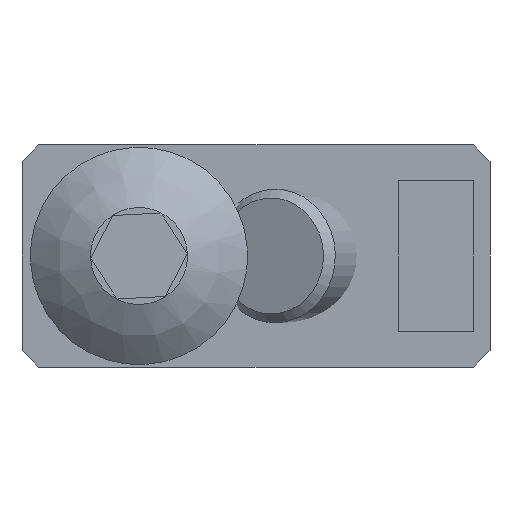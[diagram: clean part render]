
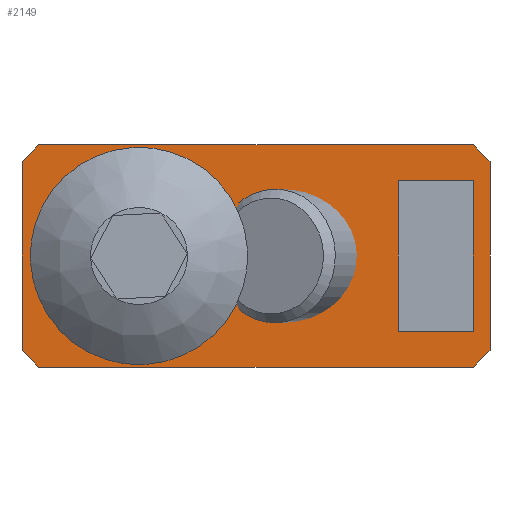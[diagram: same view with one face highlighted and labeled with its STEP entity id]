
A CAD part, front view. The second image highlights one B-rep face of the part: STEP entity #2149.
In plain terms, the highlighted planar face has unit normal (0, -1, 0).
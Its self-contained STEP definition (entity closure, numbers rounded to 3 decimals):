
#60=FACE_BOUND('',#262,.T.);
#61=FACE_BOUND('',#263,.T.);
#62=FACE_BOUND('',#264,.T.);
#75=PLANE('',#2306);
#134=FACE_OUTER_BOUND('',#261,.T.);
#261=EDGE_LOOP('',(#1515,#1516,#1517,#1518,#1519,#1520,#1521,#1522));
#262=EDGE_LOOP('',(#1523,#1524,#1525,#1526));
#263=EDGE_LOOP('',(#1527,#1528,#1529,#1530,#1531,#1532,#1533,#1534,#1535,
#1536,#1537,#1538));
#264=EDGE_LOOP('',(#1539));
#384=CIRCLE('',#2290,4.25);
#385=CIRCLE('',#2293,4.25);
#388=CIRCLE('',#2297,4.25);
#389=CIRCLE('',#2307,4.25);
#532=LINE('',#3318,#737);
#538=LINE('',#3331,#743);
#542=LINE('',#3340,#747);
#551=LINE('',#3358,#756);
#553=LINE('',#3361,#758);
#554=LINE('',#3362,#759);
#555=LINE('',#3363,#760);
#556=LINE('',#3364,#761);
#557=LINE('',#3367,#762);
#558=LINE('',#3369,#763);
#559=LINE('',#3371,#764);
#560=LINE('',#3372,#765);
#561=LINE('',#3374,#766);
#562=LINE('',#3375,#767);
#563=LINE('',#3377,#768);
#564=LINE('',#3379,#769);
#565=LINE('',#3383,#770);
#566=LINE('',#3384,#771);
#567=LINE('',#3386,#772);
#568=LINE('',#3387,#773);
#737=VECTOR('',#2599,1000.);
#743=VECTOR('',#2607,1000.);
#747=VECTOR('',#2613,1000.);
#756=VECTOR('',#2624,1000.);
#758=VECTOR('',#2628,1000.);
#759=VECTOR('',#2629,1000.);
#760=VECTOR('',#2630,1000.);
#761=VECTOR('',#2631,1000.);
#762=VECTOR('',#2632,1000.);
#763=VECTOR('',#2633,1000.);
#764=VECTOR('',#2634,1000.);
#765=VECTOR('',#2635,1000.);
#766=VECTOR('',#2636,1000.);
#767=VECTOR('',#2637,1000.);
#768=VECTOR('',#2638,1000.);
#769=VECTOR('',#2639,1000.);
#770=VECTOR('',#2642,1000.);
#771=VECTOR('',#2643,1000.);
#772=VECTOR('',#2644,1000.);
#773=VECTOR('',#2645,1000.);
#913=ELLIPSE('',#2287,3.774,3.4);
#915=VERTEX_POINT('',#3239);
#917=VERTEX_POINT('',#3245);
#918=VERTEX_POINT('',#3246);
#921=VERTEX_POINT('',#3254);
#922=VERTEX_POINT('',#3255);
#927=VERTEX_POINT('',#3266);
#928=VERTEX_POINT('',#3268);
#947=VERTEX_POINT('',#3315);
#948=VERTEX_POINT('',#3317);
#953=VERTEX_POINT('',#3329);
#954=VERTEX_POINT('',#3330);
#957=VERTEX_POINT('',#3338);
#958=VERTEX_POINT('',#3339);
#965=VERTEX_POINT('',#3355);
#966=VERTEX_POINT('',#3357);
#967=VERTEX_POINT('',#3365);
#968=VERTEX_POINT('',#3366);
#969=VERTEX_POINT('',#3368);
#970=VERTEX_POINT('',#3370);
#971=VERTEX_POINT('',#3373);
#972=VERTEX_POINT('',#3376);
#973=VERTEX_POINT('',#3378);
#974=VERTEX_POINT('',#3380);
#975=VERTEX_POINT('',#3382);
#976=VERTEX_POINT('',#3385);
#1124=EDGE_CURVE('',#915,#915,#913,.T.);
#1127=EDGE_CURVE('',#917,#918,#384,.T.);
#1131=EDGE_CURVE('',#921,#922,#385,.T.);
#1137=EDGE_CURVE('',#928,#927,#388,.T.);
#1161=EDGE_CURVE('',#947,#948,#532,.T.);
#1167=EDGE_CURVE('',#953,#954,#538,.T.);
#1171=EDGE_CURVE('',#957,#958,#542,.T.);
#1180=EDGE_CURVE('',#965,#966,#551,.T.);
#1182=EDGE_CURVE('',#965,#958,#553,.T.);
#1183=EDGE_CURVE('',#957,#954,#554,.T.);
#1184=EDGE_CURVE('',#953,#948,#555,.T.);
#1185=EDGE_CURVE('',#947,#966,#556,.T.);
#1186=EDGE_CURVE('',#967,#968,#557,.T.);
#1187=EDGE_CURVE('',#969,#967,#558,.T.);
#1188=EDGE_CURVE('',#970,#969,#559,.T.);
#1189=EDGE_CURVE('',#968,#970,#560,.T.);
#1190=EDGE_CURVE('',#971,#918,#561,.T.);
#1191=EDGE_CURVE('',#921,#971,#562,.T.);
#1192=EDGE_CURVE('',#972,#922,#563,.T.);
#1193=EDGE_CURVE('',#973,#972,#564,.T.);
#1194=EDGE_CURVE('',#973,#974,#389,.T.);
#1195=EDGE_CURVE('',#975,#974,#565,.T.);
#1196=EDGE_CURVE('',#928,#975,#566,.T.);
#1197=EDGE_CURVE('',#976,#927,#567,.T.);
#1198=EDGE_CURVE('',#917,#976,#568,.T.);
#1515=ORIENTED_EDGE('',*,*,#1180,.F.);
#1516=ORIENTED_EDGE('',*,*,#1182,.T.);
#1517=ORIENTED_EDGE('',*,*,#1171,.F.);
#1518=ORIENTED_EDGE('',*,*,#1183,.T.);
#1519=ORIENTED_EDGE('',*,*,#1167,.F.);
#1520=ORIENTED_EDGE('',*,*,#1184,.T.);
#1521=ORIENTED_EDGE('',*,*,#1161,.F.);
#1522=ORIENTED_EDGE('',*,*,#1185,.T.);
#1523=ORIENTED_EDGE('',*,*,#1186,.F.);
#1524=ORIENTED_EDGE('',*,*,#1187,.F.);
#1525=ORIENTED_EDGE('',*,*,#1188,.F.);
#1526=ORIENTED_EDGE('',*,*,#1189,.F.);
#1527=ORIENTED_EDGE('',*,*,#1190,.F.);
#1528=ORIENTED_EDGE('',*,*,#1191,.F.);
#1529=ORIENTED_EDGE('',*,*,#1131,.T.);
#1530=ORIENTED_EDGE('',*,*,#1192,.F.);
#1531=ORIENTED_EDGE('',*,*,#1193,.F.);
#1532=ORIENTED_EDGE('',*,*,#1194,.T.);
#1533=ORIENTED_EDGE('',*,*,#1195,.F.);
#1534=ORIENTED_EDGE('',*,*,#1196,.F.);
#1535=ORIENTED_EDGE('',*,*,#1137,.T.);
#1536=ORIENTED_EDGE('',*,*,#1197,.F.);
#1537=ORIENTED_EDGE('',*,*,#1198,.F.);
#1538=ORIENTED_EDGE('',*,*,#1127,.T.);
#1539=ORIENTED_EDGE('',*,*,#1124,.F.);
#2149=ADVANCED_FACE('',(#134,#60,#61,#62),#75,.F.);
#2287=AXIS2_PLACEMENT_3D('',#3240,#2538,#2539);
#2290=AXIS2_PLACEMENT_3D('',#3247,#2545,#2546);
#2293=AXIS2_PLACEMENT_3D('',#3256,#2553,#2554);
#2297=AXIS2_PLACEMENT_3D('',#3269,#2564,#2565);
#2306=AXIS2_PLACEMENT_3D('',#3360,#2626,#2627);
#2307=AXIS2_PLACEMENT_3D('',#3381,#2640,#2641);
#2538=DIRECTION('center_axis',(0.,-1.,0.));
#2539=DIRECTION('ref_axis',(-1.,0.,0.));
#2545=DIRECTION('center_axis',(0.,1.,0.));
#2546=DIRECTION('ref_axis',(0.,0.,
-1.));
#2553=DIRECTION('center_axis',(0.,1.,0.));
#2554=DIRECTION('ref_axis',(0.,0.,
-1.));
#2564=DIRECTION('center_axis',(0.,1.,0.));
#2565=DIRECTION('ref_axis',(0.,0.,
-1.));
#2599=DIRECTION('',(0.,0.,-1.));
#2607=DIRECTION('',(-1.,0.,0.));
#2613=DIRECTION('',(0.,0.,1.));
#2624=DIRECTION('',(1.,0.,0.));
#2626=DIRECTION('center_axis',(0.,1.,0.));
#2627=DIRECTION('ref_axis',(0.,0.,
-1.));
#2628=DIRECTION('',(-0.707,0.,-0.707));
#2629=DIRECTION('',(0.707,0.,-0.707));
#2630=DIRECTION('',(0.707,0.,0.707));
#2631=DIRECTION('',(-0.707,0.,0.707));
#2632=DIRECTION('',(-1.,0.,0.));
#2633=DIRECTION('',(0.,0.,1.));
#2634=DIRECTION('',(1.,0.,0.));
#2635=DIRECTION('',(0.,0.,-1.));
#2636=DIRECTION('',(1.,0.,0.));
#2637=DIRECTION('',(0.,0.,-1.));
#2638=DIRECTION('',(0.,0.,-1.));
#2639=DIRECTION('',(-1.,0.,0.));
#2640=DIRECTION('center_axis',(0.,1.,0.));
#2641=DIRECTION('ref_axis',(0.,0.,
-1.));
#2642=DIRECTION('',(-1.,0.,0.));
#2643=DIRECTION('',(0.,0.,1.));
#2644=DIRECTION('',(0.,0.,1.));
#2645=DIRECTION('',(1.,0.,0.));
#3239=CARTESIAN_POINT('',(-16.181,0.,0.));
#3240=CARTESIAN_POINT('Origin',(-12.407,0.,
0.));
#3245=CARTESIAN_POINT('',(-19.564,0.,-4.));
#3246=CARTESIAN_POINT('',(-22.436,0.,-4.));
#3247=CARTESIAN_POINT('Origin',(-21.,0.,0.));
#3254=CARTESIAN_POINT('',(-22.903,0.,-3.8));
#3255=CARTESIAN_POINT('',(-22.903,0.,3.8));
#3256=CARTESIAN_POINT('Origin',(-21.,0.,0.));
#3266=CARTESIAN_POINT('',(-19.097,0.,-3.8));
#3268=CARTESIAN_POINT('',(-19.097,0.,3.8));
#3269=CARTESIAN_POINT('Origin',(-21.,0.,0.));
#3315=CARTESIAN_POINT('',(0.,0.,5.65));
#3317=CARTESIAN_POINT('',(0.,0.,-5.65));
#3318=CARTESIAN_POINT('',(0.,0.,6.65));
#3329=CARTESIAN_POINT('',(-1.,0.,-6.65));
#3330=CARTESIAN_POINT('',(-27.,0.,-6.65));
#3331=CARTESIAN_POINT('',(0.,0.,-6.65));
#3338=CARTESIAN_POINT('',(-28.,0.,-5.65));
#3339=CARTESIAN_POINT('',(-28.,0.,5.65));
#3340=CARTESIAN_POINT('',(-28.,0.,6.65));
#3355=CARTESIAN_POINT('',(-27.,0.,6.65));
#3357=CARTESIAN_POINT('',(-1.,0.,6.65));
#3358=CARTESIAN_POINT('',(0.,0.,6.65));
#3360=CARTESIAN_POINT('Origin',(-14.,0.,0.));
#3361=CARTESIAN_POINT('',(-27.,0.,6.65));
#3362=CARTESIAN_POINT('',(-28.,0.,-5.65));
#3363=CARTESIAN_POINT('',(-1.,0.,-6.65));
#3364=CARTESIAN_POINT('',(0.,0.,5.65));
#3365=CARTESIAN_POINT('',(-1.,0.,4.5));
#3366=CARTESIAN_POINT('',(-5.5,0.,4.5));
#3367=CARTESIAN_POINT('',(-1.,0.,4.5));
#3368=CARTESIAN_POINT('',(-1.,0.,-4.5));
#3369=CARTESIAN_POINT('',(-1.,0.,-4.5));
#3370=CARTESIAN_POINT('',(-5.5,0.,-4.5));
#3371=CARTESIAN_POINT('',(-1.,0.,-4.5));
#3372=CARTESIAN_POINT('',(-5.5,0.,-4.5));
#3373=CARTESIAN_POINT('',(-22.903,0.,-4.));
#3374=CARTESIAN_POINT('',(-22.903,0.,-4.));
#3375=CARTESIAN_POINT('',(-22.903,0.,-4.));
#3376=CARTESIAN_POINT('',(-22.903,0.,4.));
#3377=CARTESIAN_POINT('',(-22.903,0.,4.));
#3378=CARTESIAN_POINT('',(-22.436,0.,4.));
#3379=CARTESIAN_POINT('',(-22.903,0.,4.));
#3380=CARTESIAN_POINT('',(-19.564,0.,4.));
#3381=CARTESIAN_POINT('Origin',(-21.,0.,0.));
#3382=CARTESIAN_POINT('',(-19.097,0.,4.));
#3383=CARTESIAN_POINT('',(-19.097,0.,4.));
#3384=CARTESIAN_POINT('',(-19.097,0.,4.));
#3385=CARTESIAN_POINT('',(-19.097,0.,-4.));
#3386=CARTESIAN_POINT('',(-19.097,0.,-4.));
#3387=CARTESIAN_POINT('',(-19.097,0.,-4.));
